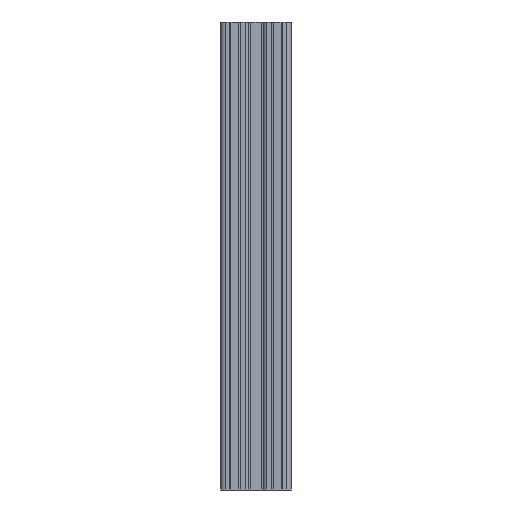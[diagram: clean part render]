
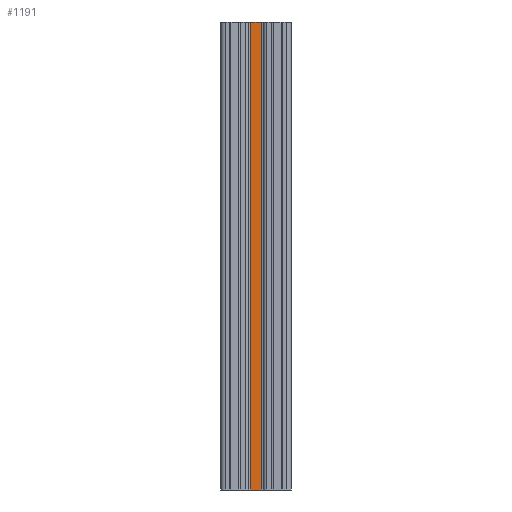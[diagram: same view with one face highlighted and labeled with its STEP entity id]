
A CAD part, front view. The second image highlights one B-rep face of the part: STEP entity #1191.
In plain terms, the highlighted free-form (B-spline) face has degree [1, 1] with [2, 2] control points.
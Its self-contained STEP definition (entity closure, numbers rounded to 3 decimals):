
#80 = B_SPLINE_SURFACE_WITH_KNOTS('',1,1,(
    (#81,#82)
    ,(#83,#84
    )),.UNSPECIFIED.,.F.,.F.,.F.,(2,2),(2,2),(-19.05,
    19.05),(-19.063,19.037),
  .PIECEWISE_BEZIER_KNOTS.);
#81 = CARTESIAN_POINT('',(165.1,38.1,254.));
#82 = CARTESIAN_POINT('',(165.1,76.2,254.));
#83 = CARTESIAN_POINT('',(127.,38.1,254.));
#84 = CARTESIAN_POINT('',(127.,76.2,254.));
#138 = B_SPLINE_SURFACE_WITH_KNOTS('',1,1,(
    (#139,#140)
    ,(#141,#142
    )),.UNSPECIFIED.,.F.,.F.,.F.,(2,2),(2,2),(-19.05,
    19.05),(-19.063,19.037),
  .PIECEWISE_BEZIER_KNOTS.);
#139 = CARTESIAN_POINT('',(165.1,38.1,0.));
#140 = CARTESIAN_POINT('',(165.1,76.2,0.));
#141 = CARTESIAN_POINT('',(127.,38.1,0.));
#142 = CARTESIAN_POINT('',(127.,76.2,0.));
#1067 = ( BOUNDED_SURFACE() B_SPLINE_SURFACE(2,1,(
    (#1068,#1069)
    ,(#1070,#1071)
    ,(#1072,#1073
)),.UNSPECIFIED.,.F.,.F.,.F.) B_SPLINE_SURFACE_WITH_KNOTS((3,3),(2,2),(
    5.498,6.283),(-1.,0.),.PIECEWISE_BEZIER_KNOTS.) 
GEOMETRIC_REPRESENTATION_ITEM() RATIONAL_B_SPLINE_SURFACE((
    (1.,1.)
    ,(0.924,0.924)
,(1.,1.))) REPRESENTATION_ITEM('') SURFACE() );
#1068 = CARTESIAN_POINT('',(150.677,49.65,254.));
#1069 = CARTESIAN_POINT('',(150.677,49.65,0.));
#1070 = CARTESIAN_POINT('',(149.933,50.394,254.));
#1071 = CARTESIAN_POINT('',(149.933,50.394,0.));
#1072 = CARTESIAN_POINT('',(148.881,50.394,254.));
#1073 = CARTESIAN_POINT('',(148.881,50.394,0.));
#1123 = VERTEX_POINT('',#1124);
#1124 = CARTESIAN_POINT('',(148.881,50.394,254.));
#1145 = EDGE_CURVE('',#1146,#1123,#1148,.T.);
#1146 = VERTEX_POINT('',#1147);
#1147 = CARTESIAN_POINT('',(148.881,50.394,0.));
#1148 = SURFACE_CURVE('',#1149,(#1152,#1159),.PCURVE_S1.);
#1149 = B_SPLINE_CURVE_WITH_KNOTS('',1,(#1150,#1151),.UNSPECIFIED.,.F.,
  .F.,(2,2),(0.,1.),.PIECEWISE_BEZIER_KNOTS.);
#1150 = CARTESIAN_POINT('',(148.881,50.394,0.));
#1151 = CARTESIAN_POINT('',(148.881,50.394,254.));
#1152 = PCURVE('',#1067,#1153);
#1153 = DEFINITIONAL_REPRESENTATION('',(#1154),#1158);
#1154 = B_SPLINE_CURVE_WITH_KNOTS('',2,(#1155,#1156,#1157),
  .UNSPECIFIED.,.F.,.F.,(3,3),(0.,1.),.PIECEWISE_BEZIER_KNOTS.);
#1155 = CARTESIAN_POINT('',(6.283,0.));
#1156 = CARTESIAN_POINT('',(6.283,-0.5));
#1157 = CARTESIAN_POINT('',(6.283,-1.));
#1158 = ( GEOMETRIC_REPRESENTATION_CONTEXT(2) 
PARAMETRIC_REPRESENTATION_CONTEXT() REPRESENTATION_CONTEXT('2D SPACE',''
  ) );
#1159 = PCURVE('',#1160,#1165);
#1160 = B_SPLINE_SURFACE_WITH_KNOTS('',1,1,(
    (#1161,#1162)
    ,(#1163,#1164
    )),.UNSPECIFIED.,.F.,.F.,.F.,(2,2),(2,2),(0.,5.661),(-1.,0.)
  ,.PIECEWISE_BEZIER_KNOTS.);
#1161 = CARTESIAN_POINT('',(143.219,50.394,254.));
#1162 = CARTESIAN_POINT('',(143.219,50.394,0.));
#1163 = CARTESIAN_POINT('',(148.881,50.394,254.));
#1164 = CARTESIAN_POINT('',(148.881,50.394,0.));
#1165 = DEFINITIONAL_REPRESENTATION('',(#1166),#1169);
#1166 = B_SPLINE_CURVE_WITH_KNOTS('',1,(#1167,#1168),.UNSPECIFIED.,.F.,
  .F.,(2,2),(0.,1.),.PIECEWISE_BEZIER_KNOTS.);
#1167 = CARTESIAN_POINT('',(5.661,0.));
#1168 = CARTESIAN_POINT('',(5.661,-1.));
#1169 = ( GEOMETRIC_REPRESENTATION_CONTEXT(2) 
PARAMETRIC_REPRESENTATION_CONTEXT() REPRESENTATION_CONTEXT('2D SPACE',''
  ) );
#1191 = ADVANCED_FACE('',(#1192),#1160,.F.);
#1192 = FACE_BOUND('',#1193,.F.);
#1193 = EDGE_LOOP('',(#1194,#1224,#1242,#1243));
#1194 = ORIENTED_EDGE('',*,*,#1195,.T.);
#1195 = EDGE_CURVE('',#1196,#1198,#1200,.T.);
#1196 = VERTEX_POINT('',#1197);
#1197 = CARTESIAN_POINT('',(143.219,50.394,0.));
#1198 = VERTEX_POINT('',#1199);
#1199 = CARTESIAN_POINT('',(143.219,50.394,254.));
#1200 = SURFACE_CURVE('',#1201,(#1204,#1210),.PCURVE_S1.);
#1201 = B_SPLINE_CURVE_WITH_KNOTS('',1,(#1202,#1203),.UNSPECIFIED.,.F.,
  .F.,(2,2),(0.,1.),.PIECEWISE_BEZIER_KNOTS.);
#1202 = CARTESIAN_POINT('',(143.219,50.394,0.));
#1203 = CARTESIAN_POINT('',(143.219,50.394,254.));
#1204 = PCURVE('',#1160,#1205);
#1205 = DEFINITIONAL_REPRESENTATION('',(#1206),#1209);
#1206 = B_SPLINE_CURVE_WITH_KNOTS('',1,(#1207,#1208),.UNSPECIFIED.,.F.,
  .F.,(2,2),(0.,1.),.PIECEWISE_BEZIER_KNOTS.);
#1207 = CARTESIAN_POINT('',(0.,0.));
#1208 = CARTESIAN_POINT('',(0.,-1.));
#1209 = ( GEOMETRIC_REPRESENTATION_CONTEXT(2) 
PARAMETRIC_REPRESENTATION_CONTEXT() REPRESENTATION_CONTEXT('2D SPACE',''
  ) );
#1210 = PCURVE('',#1211,#1218);
#1211 = ( BOUNDED_SURFACE() B_SPLINE_SURFACE(2,1,(
    (#1212,#1213)
    ,(#1214,#1215)
    ,(#1216,#1217
)),.UNSPECIFIED.,.F.,.F.,.F.) B_SPLINE_SURFACE_WITH_KNOTS((3,3),(2,2),(
    0.,0.785),(-1.,0.),
.PIECEWISE_BEZIER_KNOTS.) GEOMETRIC_REPRESENTATION_ITEM() 
RATIONAL_B_SPLINE_SURFACE((
    (1.,1.)
    ,(0.924,0.924)
,(1.,1.))) REPRESENTATION_ITEM('') SURFACE() );
#1212 = CARTESIAN_POINT('',(143.219,50.394,254.));
#1213 = CARTESIAN_POINT('',(143.219,50.394,0.));
#1214 = CARTESIAN_POINT('',(142.167,50.394,254.));
#1215 = CARTESIAN_POINT('',(142.167,50.394,0.));
#1216 = CARTESIAN_POINT('',(141.423,49.65,254.));
#1217 = CARTESIAN_POINT('',(141.423,49.65,0.));
#1218 = DEFINITIONAL_REPRESENTATION('',(#1219),#1223);
#1219 = B_SPLINE_CURVE_WITH_KNOTS('',2,(#1220,#1221,#1222),
  .UNSPECIFIED.,.F.,.F.,(3,3),(0.,1.),.PIECEWISE_BEZIER_KNOTS.);
#1220 = CARTESIAN_POINT('',(0.,0.));
#1221 = CARTESIAN_POINT('',(0.,-0.5));
#1222 = CARTESIAN_POINT('',(0.,-1.));
#1223 = ( GEOMETRIC_REPRESENTATION_CONTEXT(2) 
PARAMETRIC_REPRESENTATION_CONTEXT() REPRESENTATION_CONTEXT('2D SPACE',''
  ) );
#1224 = ORIENTED_EDGE('',*,*,#1225,.T.);
#1225 = EDGE_CURVE('',#1198,#1123,#1226,.T.);
#1226 = SURFACE_CURVE('',#1227,(#1230,#1236),.PCURVE_S1.);
#1227 = B_SPLINE_CURVE_WITH_KNOTS('',1,(#1228,#1229),.UNSPECIFIED.,.F.,
  .F.,(2,2),(0.,5.661),.PIECEWISE_BEZIER_KNOTS.);
#1228 = CARTESIAN_POINT('',(143.219,50.394,254.));
#1229 = CARTESIAN_POINT('',(148.881,50.394,254.));
#1230 = PCURVE('',#1160,#1231);
#1231 = DEFINITIONAL_REPRESENTATION('',(#1232),#1235);
#1232 = B_SPLINE_CURVE_WITH_KNOTS('',1,(#1233,#1234),.UNSPECIFIED.,.F.,
  .F.,(2,2),(0.,5.661),.PIECEWISE_BEZIER_KNOTS.);
#1233 = CARTESIAN_POINT('',(0.,-1.));
#1234 = CARTESIAN_POINT('',(5.661,-1.));
#1235 = ( GEOMETRIC_REPRESENTATION_CONTEXT(2) 
PARAMETRIC_REPRESENTATION_CONTEXT() REPRESENTATION_CONTEXT('2D SPACE',''
  ) );
#1236 = PCURVE('',#80,#1237);
#1237 = DEFINITIONAL_REPRESENTATION('',(#1238),#1241);
#1238 = B_SPLINE_CURVE_WITH_KNOTS('',1,(#1239,#1240),.UNSPECIFIED.,.F.,
  .F.,(2,2),(0.,5.661),.PIECEWISE_BEZIER_KNOTS.);
#1239 = CARTESIAN_POINT('',(2.83,-6.77));
#1240 = CARTESIAN_POINT('',(-2.831,-6.77));
#1241 = ( GEOMETRIC_REPRESENTATION_CONTEXT(2) 
PARAMETRIC_REPRESENTATION_CONTEXT() REPRESENTATION_CONTEXT('2D SPACE',''
  ) );
#1242 = ORIENTED_EDGE('',*,*,#1145,.F.);
#1243 = ORIENTED_EDGE('',*,*,#1244,.F.);
#1244 = EDGE_CURVE('',#1196,#1146,#1245,.T.);
#1245 = SURFACE_CURVE('',#1246,(#1249,#1255),.PCURVE_S1.);
#1246 = B_SPLINE_CURVE_WITH_KNOTS('',1,(#1247,#1248),.UNSPECIFIED.,.F.,
  .F.,(2,2),(0.,5.661),.PIECEWISE_BEZIER_KNOTS.);
#1247 = CARTESIAN_POINT('',(143.219,50.394,0.));
#1248 = CARTESIAN_POINT('',(148.881,50.394,0.));
#1249 = PCURVE('',#1160,#1250);
#1250 = DEFINITIONAL_REPRESENTATION('',(#1251),#1254);
#1251 = B_SPLINE_CURVE_WITH_KNOTS('',1,(#1252,#1253),.UNSPECIFIED.,.F.,
  .F.,(2,2),(0.,5.661),.PIECEWISE_BEZIER_KNOTS.);
#1252 = CARTESIAN_POINT('',(0.,0.));
#1253 = CARTESIAN_POINT('',(5.661,0.));
#1254 = ( GEOMETRIC_REPRESENTATION_CONTEXT(2) 
PARAMETRIC_REPRESENTATION_CONTEXT() REPRESENTATION_CONTEXT('2D SPACE',''
  ) );
#1255 = PCURVE('',#138,#1256);
#1256 = DEFINITIONAL_REPRESENTATION('',(#1257),#1260);
#1257 = B_SPLINE_CURVE_WITH_KNOTS('',1,(#1258,#1259),.UNSPECIFIED.,.F.,
  .F.,(2,2),(0.,5.661),.PIECEWISE_BEZIER_KNOTS.);
#1258 = CARTESIAN_POINT('',(2.83,-6.77));
#1259 = CARTESIAN_POINT('',(-2.831,-6.77));
#1260 = ( GEOMETRIC_REPRESENTATION_CONTEXT(2) 
PARAMETRIC_REPRESENTATION_CONTEXT() REPRESENTATION_CONTEXT('2D SPACE',''
  ) );
